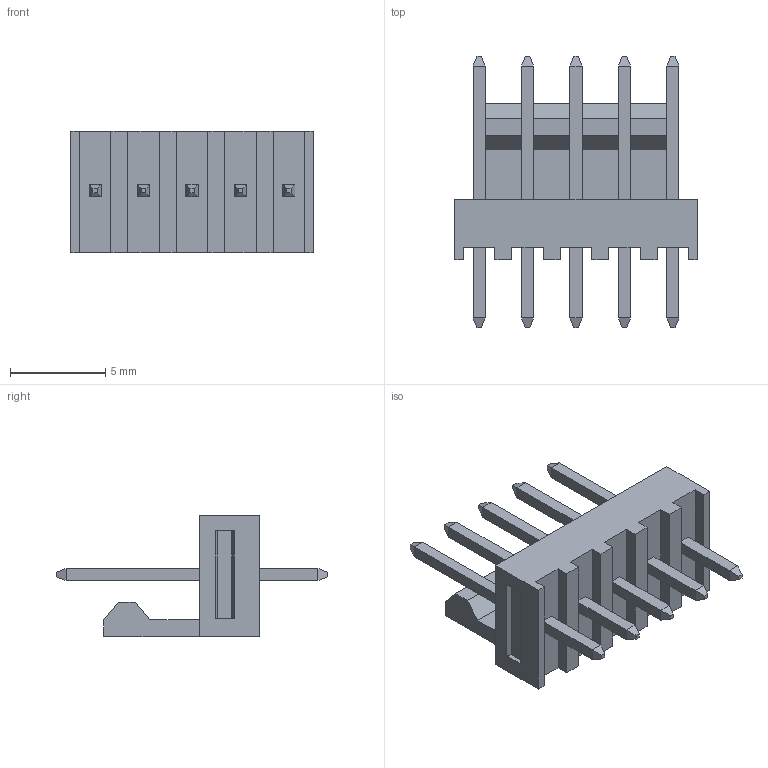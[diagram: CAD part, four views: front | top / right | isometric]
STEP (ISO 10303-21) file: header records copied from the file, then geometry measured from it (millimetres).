
FILE_DESCRIPTION(('STEP AP242'),'1');
FILE_NAME('22-23-2051.stp','2022-12-14T11:31:24',('TraceParts'),('TraceParts S.A.'),'Spatial InterOp 3D',' ',' ');
FILE_SCHEMA(('AP242_MANAGED_MODEL_BASED_3D_ENGINEERING_MIM_LF {1 0 10303 442 1 1 4}'));
Length unit declared in the file: millimetre
Products named in the file (1): 22-23-2051_1
Bounding box: 12.7 x 14.22 x 6.35 mm (x, y, z)
Volume: 303.5 mm3; surface area: 579.4 mm2
Topology: 1 solids, 1 shells, 133 faces, 327 edges, 218 vertices
Faces by surface type: plane 133
Entity records: 3813 total; most frequent: CARTESIAN_POINT 660, ORIENTED_EDGE 634, DIRECTION 607, EDGE_CURVE 317, LINE 317, VECTOR 317, VERTEX_POINT 198, AXIS2_PLACEMENT_3D 145
